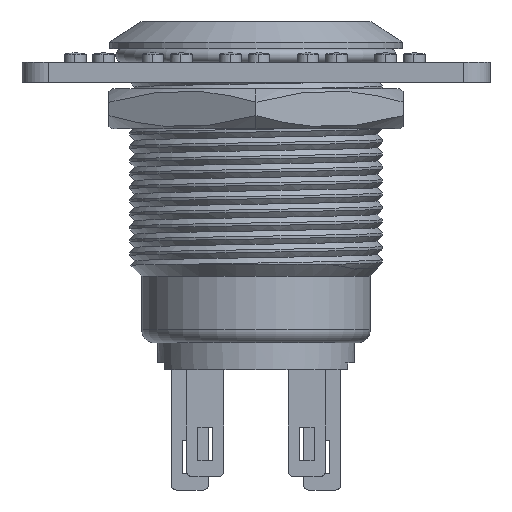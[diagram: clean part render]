
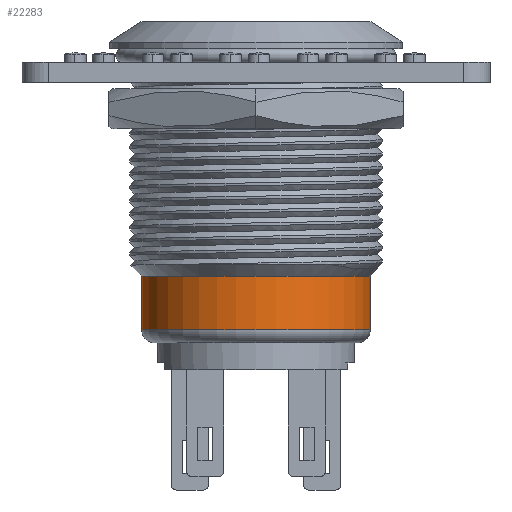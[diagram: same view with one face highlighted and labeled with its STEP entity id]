
A CAD part, front view. The second image highlights one B-rep face of the part: STEP entity #22283.
In plain terms, the highlighted cylindrical face has radius 8.55 mm (diameter 17.1 mm), a partial arc.
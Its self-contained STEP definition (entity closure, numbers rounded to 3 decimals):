
#979 = DIRECTION ( 'NONE',  ( 1., 0., 0. ) ) ;
#1306 = CARTESIAN_POINT ( 'NONE',  ( 0., 0., -5. ) ) ;
#1981 = VECTOR ( 'NONE', #6019, 1000. ) ;
#2781 = AXIS2_PLACEMENT_3D ( 'NONE', #18092, #12754, #8909 ) ;
#3152 = CIRCLE ( 'NONE', #2781, 8.55 ) ;
#3641 = CARTESIAN_POINT ( 'NONE',  ( 8.55, 0., -4. ) ) ;
#4648 = CYLINDRICAL_SURFACE ( 'NONE', #8056, 8.55 ) ;
#5942 = LINE ( 'NONE', #18609, #21164 ) ;
#6019 = DIRECTION ( 'NONE',  ( 0., 0., 1. ) ) ;
#8056 = AXIS2_PLACEMENT_3D ( 'NONE', #1306, #19179, #11861 ) ;
#8185 = EDGE_CURVE ( 'NONE', #12504, #14598, #5942, .T. ) ;
#8909 = DIRECTION ( 'NONE',  ( -1., 0., 0. ) ) ;
#10162 = AXIS2_PLACEMENT_3D ( 'NONE', #22104, #13279, #979 ) ;
#10709 = EDGE_LOOP ( 'NONE', ( #13198, #17768, #17059, #13286 ) ) ;
#11141 = LINE ( 'NONE', #18573, #1981 ) ;
#11768 = EDGE_CURVE ( 'NONE', #20505, #22258, #11141, .T. ) ;
#11861 = DIRECTION ( 'NONE',  ( 1., 0., 0. ) ) ;
#12504 = VERTEX_POINT ( 'NONE', #3641 ) ;
#12754 = DIRECTION ( 'NONE',  ( 0., 0., 1. ) ) ;
#13198 = ORIENTED_EDGE ( 'NONE', *, *, #11768, .F. ) ;
#13279 = DIRECTION ( 'NONE',  ( 0., 0., -1. ) ) ;
#13286 = ORIENTED_EDGE ( 'NONE', *, *, #13459, .T. ) ;
#13459 = EDGE_CURVE ( 'NONE', #14598, #22258, #14976, .T. ) ;
#13836 = FACE_OUTER_BOUND ( 'NONE', #10709, .T. ) ;
#14598 = VERTEX_POINT ( 'NONE', #18458 ) ;
#14863 = EDGE_CURVE ( 'NONE', #20505, #12504, #3152, .T. ) ;
#14976 = CIRCLE ( 'NONE', #10162, 8.55 ) ;
#17059 = ORIENTED_EDGE ( 'NONE', *, *, #8185, .T. ) ;
#17306 = CARTESIAN_POINT ( 'NONE',  ( -8.55, 0., 0. ) ) ;
#17768 = ORIENTED_EDGE ( 'NONE', *, *, #14863, .T. ) ;
#17830 = CARTESIAN_POINT ( 'NONE',  ( -8.55, 0., -4. ) ) ;
#18092 = CARTESIAN_POINT ( 'NONE',  ( 0., 0., -4. ) ) ;
#18458 = CARTESIAN_POINT ( 'NONE',  ( 8.55, 0., 0. ) ) ;
#18573 = CARTESIAN_POINT ( 'NONE',  ( -8.55, 0., -5. ) ) ;
#18609 = CARTESIAN_POINT ( 'NONE',  ( 8.55, 0., -5. ) ) ;
#19179 = DIRECTION ( 'NONE',  ( 0., 0., 1. ) ) ;
#20234 = DIRECTION ( 'NONE',  ( 0., 0., 1. ) ) ;
#20505 = VERTEX_POINT ( 'NONE', #17830 ) ;
#21164 = VECTOR ( 'NONE', #20234, 1000. ) ;
#22104 = CARTESIAN_POINT ( 'NONE',  ( 0., 0., 0. ) ) ;
#22258 = VERTEX_POINT ( 'NONE', #17306 ) ;
#22283 = ADVANCED_FACE ( 'NONE', ( #13836 ), #4648, .T. ) ;
